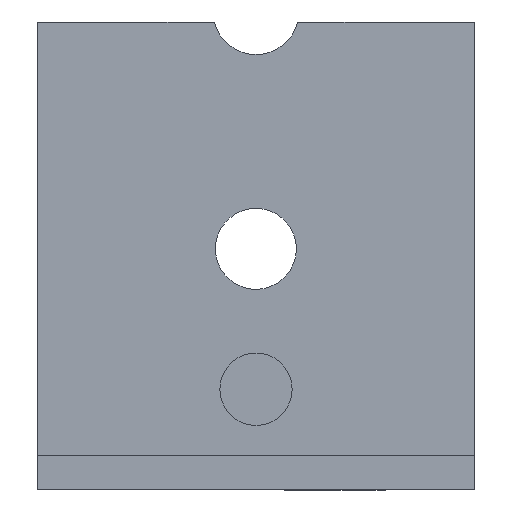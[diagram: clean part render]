
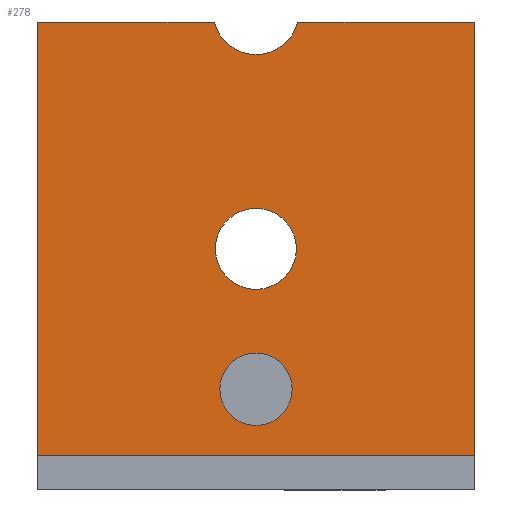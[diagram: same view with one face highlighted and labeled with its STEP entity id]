
A CAD part, left-side view. The second image highlights one B-rep face of the part: STEP entity #278.
In plain terms, the highlighted planar face has unit normal (-1, 0, 0).
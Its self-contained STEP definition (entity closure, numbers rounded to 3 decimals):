
#16=FACE_BOUND('',#106,.T.);
#17=FACE_BOUND('',#107,.T.);
#29=LINE('',#427,#55);
#32=LINE('',#432,#58);
#33=LINE('',#435,#59);
#41=LINE('',#463,#67);
#42=LINE('',#464,#68);
#55=VECTOR('',#347,10.);
#58=VECTOR('',#352,10.);
#59=VECTOR('',#355,10.);
#67=VECTOR('',#385,10.);
#68=VECTOR('',#386,10.);
#89=FACE_OUTER_BOUND('',#105,.T.);
#105=EDGE_LOOP('',(#228,#229,#230,#231,#232,#233));
#106=EDGE_LOOP('',(#234));
#107=EDGE_LOOP('',(#235));
#118=CIRCLE('',#301,5.);
#120=CIRCLE('',#308,4.2);
#121=CIRCLE('',#310,4.7);
#128=VERTEX_POINT('',#406);
#130=VERTEX_POINT('',#410);
#136=VERTEX_POINT('',#426);
#137=VERTEX_POINT('',#430);
#138=VERTEX_POINT('',#434);
#141=VERTEX_POINT('',#442);
#142=VERTEX_POINT('',#446);
#147=VERTEX_POINT('',#462);
#154=EDGE_CURVE('',#128,#130,#118,.T.);
#161=EDGE_CURVE('',#136,#128,#29,.T.);
#164=EDGE_CURVE('',#130,#137,#32,.T.);
#165=EDGE_CURVE('',#136,#138,#33,.T.);
#170=EDGE_CURVE('',#141,#141,#120,.T.);
#172=EDGE_CURVE('',#142,#142,#121,.T.);
#179=EDGE_CURVE('',#147,#137,#41,.T.);
#180=EDGE_CURVE('',#138,#147,#42,.T.);
#228=ORIENTED_EDGE('',*,*,#154,.T.);
#229=ORIENTED_EDGE('',*,*,#164,.T.);
#230=ORIENTED_EDGE('',*,*,#179,.F.);
#231=ORIENTED_EDGE('',*,*,#180,.F.);
#232=ORIENTED_EDGE('',*,*,#165,.F.);
#233=ORIENTED_EDGE('',*,*,#161,.T.);
#234=ORIENTED_EDGE('',*,*,#172,.T.);
#235=ORIENTED_EDGE('',*,*,#170,.T.);
#263=PLANE('',#317);
#278=ADVANCED_FACE('',(#89,#16,#17),#263,.F.);
#301=AXIS2_PLACEMENT_3D('',#412,#334,#335);
#308=AXIS2_PLACEMENT_3D('',#444,#362,#363);
#310=AXIS2_PLACEMENT_3D('',#448,#367,#368);
#317=AXIS2_PLACEMENT_3D('',#461,#383,#384);
#334=DIRECTION('center_axis',(1.,0.,0.));
#335=DIRECTION('ref_axis',(0.,1.,0.));
#347=DIRECTION('',(0.,1.,0.));
#352=DIRECTION('',(0.,1.,0.));
#355=DIRECTION('',(0.,0.,-1.));
#362=DIRECTION('center_axis',(1.,0.,0.));
#363=DIRECTION('ref_axis',(0.,1.,0.));
#367=DIRECTION('center_axis',(1.,0.,0.));
#368=DIRECTION('ref_axis',(0.,0.766,0.643));
#383=DIRECTION('center_axis',(1.,0.,0.));
#384=DIRECTION('ref_axis',(0.,0.,-1.));
#385=DIRECTION('',(0.,0.,1.));
#386=DIRECTION('',(0.,1.,0.));
#406=CARTESIAN_POINT('',(0.,20.552,54.35));
#410=CARTESIAN_POINT('',(0.,30.248,54.35));
#412=CARTESIAN_POINT('Origin',(0.,25.4,55.575));
#426=CARTESIAN_POINT('',(0.,0.,54.35));
#427=CARTESIAN_POINT('',(0.,25.45,54.35));
#430=CARTESIAN_POINT('',(0.,50.8,54.35));
#432=CARTESIAN_POINT('',(0.,25.45,54.35));
#434=CARTESIAN_POINT('',(0.,0.,4.));
#435=CARTESIAN_POINT('',(0.,0.,24.708));
#442=CARTESIAN_POINT('',(0.,21.2,11.7));
#444=CARTESIAN_POINT('Origin',(0.,25.4,11.7));
#446=CARTESIAN_POINT('',(0.,21.81,24.978));
#448=CARTESIAN_POINT('Origin',(0.,25.41,27.999));
#461=CARTESIAN_POINT('Origin',(0.,25.4,28.5));
#462=CARTESIAN_POINT('',(0.,50.8,4.));
#463=CARTESIAN_POINT('',(0.,50.8,24.708));
#464=CARTESIAN_POINT('',(0.,25.4,4.));
